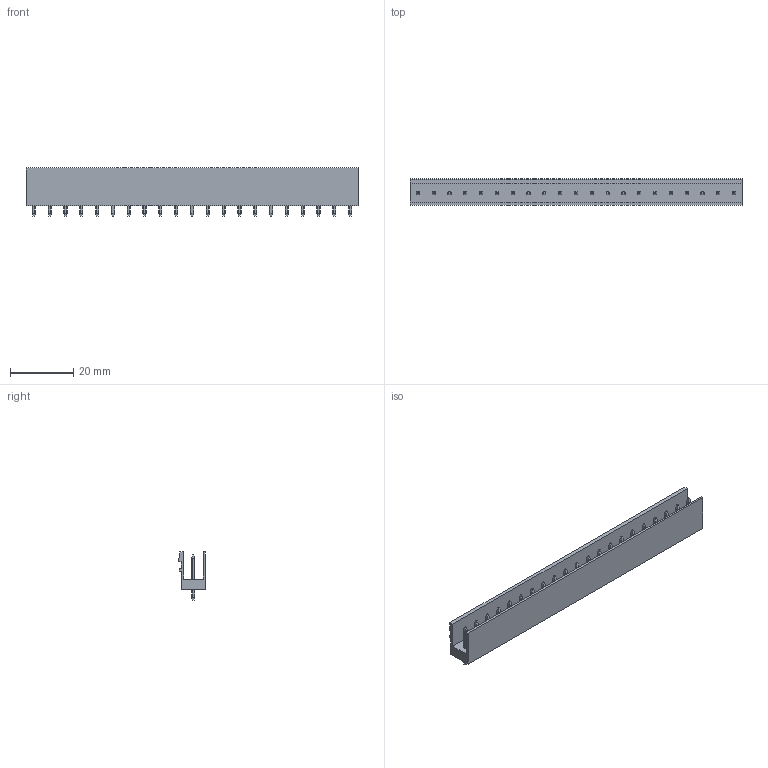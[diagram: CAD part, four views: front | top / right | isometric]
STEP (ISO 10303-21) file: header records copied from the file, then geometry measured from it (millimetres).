
FILE_DESCRIPTION(('CATIA V5 STEP Exchange','CAx-IF Rec.Pracs.--- Model Styling and Organization---1.2---2011-12-15'),'2;1');
FILE_NAME ('D1452955_0_1581510000_1581510000.stp','2018-10-12T07:35:25+00:00',('none'),('Weidmueller'),'CATIA Version 5-6 Release 2014','CATIA V5 STEP AP214','none');
FILE_SCHEMA(('AUTOMOTIVE_DESIGN { 1 0 10303 214 1 1 1 1 }'));
Length unit declared in the file: millimetre
Products named in the file (1): 1581510000
Bounding box: 105 x 8.43 x 15.2 mm (x, y, z)
Volume: 4622.2 mm3; surface area: 7549.1 mm2
Topology: 22 solids, 22 shells, 565 faces, 1563 edges, 1042 vertices
Faces by surface type: plane 395, cylinder 170
Entity records: 16934 total; most frequent: CARTESIAN_POINT 4188, ORIENTED_EDGE 3126, DIRECTION 1787, EDGE_CURVE 1563, VECTOR 1055, LINE 1055, VERTEX_POINT 1042, EDGE_LOOP 607
